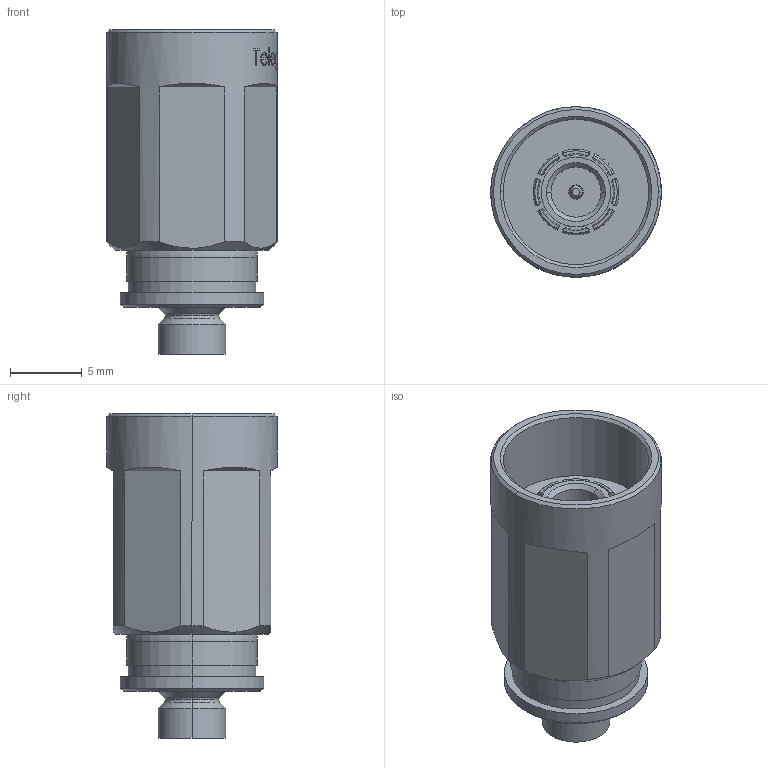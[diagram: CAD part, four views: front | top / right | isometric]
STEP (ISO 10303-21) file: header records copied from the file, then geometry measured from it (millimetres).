
FILE_DESCRIPTION (( 'STEP AP214' ), '1' );
FILE_NAME ('J01490A0001.STEP', '2020-11-30T14:03:09', ( '' ), ( '' ), 'SwSTEP 2.0', 'SolidWorks 2020', '' );
FILE_SCHEMA (( 'AUTOMOTIVE_DESIGN' ));
Length unit declared in the file: millimetre
Products named in the file (1): J01490A0001
Bounding box: 11.9 x 11.9 x 22.65 mm (x, y, z)
Volume: 1517.9 mm3; surface area: 1231.8 mm2
Topology: 1 solids, 1 shells, 286 faces, 733 edges, 480 vertices
Faces by surface type: plane 105, bspline 83, cylinder 48, cone 34, torus 14, sphere 2
Entity records: 17330 total; most frequent: CARTESIAN_POINT 8025, ORIENTED_EDGE 1462, DIRECTION 974, EDGE_CURVE 731, VERTEX_POINT 480, AXIS2_PLACEMENT_3D 378, EDGE_LOOP 319, B_SPLINE_CURVE_WITH_KNOTS 309
